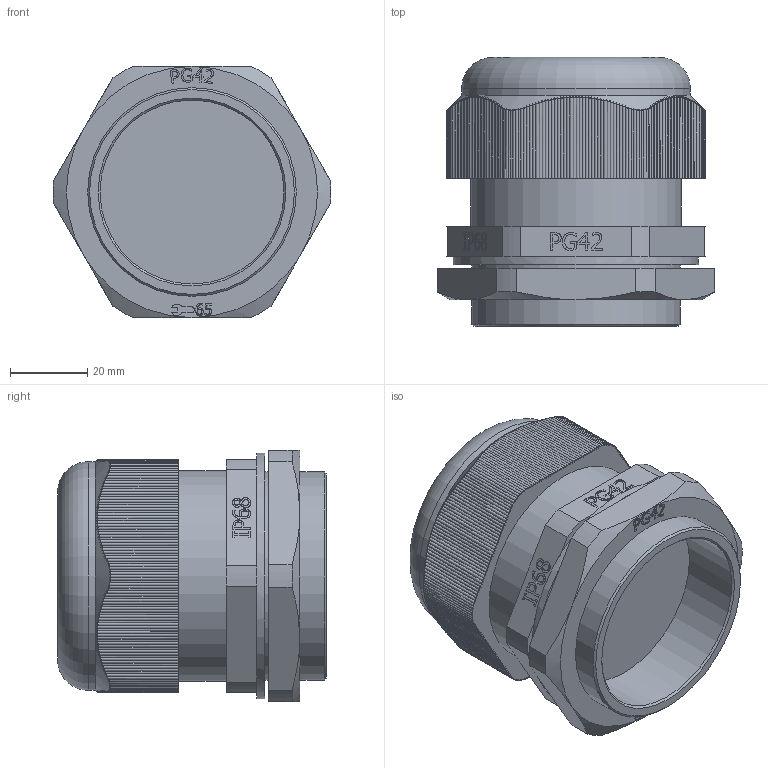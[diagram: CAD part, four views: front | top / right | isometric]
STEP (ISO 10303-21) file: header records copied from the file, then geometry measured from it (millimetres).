
FILE_DESCRIPTION(/* description */ ('','CAx-IF Rec.Pracs.---Representation and Presentation of Product Manufacturing Information (PMI)---4.0---2014-10-13'),/* implementation_level */ '2;1');
FILE_NAME(/* name */ 'ЗЭТАРУС PG42 (32-38 мм) - пластик.stp',/* time_stamp */ '2023-01-12T16:54:27+07:00',/* author */ ('zeta-09'),/* organization */ (''),/* preprocessor_version */ 'ST-DEVELOPER v18.1',/* originating_system */ 'Autodesk Inventor 2021',/* authorisation */ '');
FILE_SCHEMA (('AP242_MANAGED_MODEL_BASED_3D_ENGINEERING_MIM_LF { 1 0 10303 442 1 1 4 }'));
Length unit declared in the file: millimetre
Products named in the file (1): Деталь1
Bounding box: 71.87 x 69.61 x 65 mm (x, y, z)
Volume: 169063.3 mm3; surface area: 31056.8 mm2
Topology: 1 solids, 3 shells, 603 faces, 1945 edges, 1377 vertices
Faces by surface type: cylinder 281, plane 167, bspline 144, cone 9, torus 2
Full cylindrical faces by diameter (mm): 47.6 x1, 54 x2, 54.5 x1, 59.2 x1, 63.5 x1
Entity records: 28642 total; most frequent: CARTESIAN_POINT 12307, ORIENTED_EDGE 3888, DIRECTION 2410, EDGE_CURVE 1945, VERTEX_POINT 1377, AXIS2_PLACEMENT_3D 808, B_SPLINE_CURVE_WITH_KNOTS 804, LINE 794
